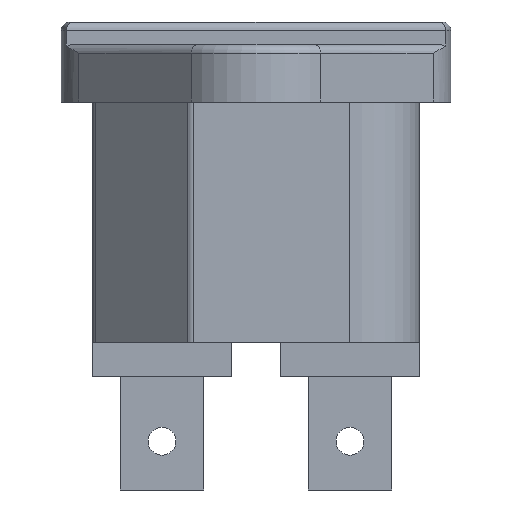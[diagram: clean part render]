
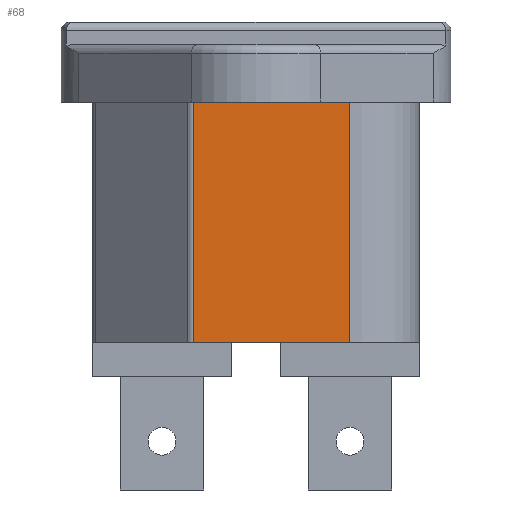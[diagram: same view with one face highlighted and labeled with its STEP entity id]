
A CAD part, left-side view. The second image highlights one B-rep face of the part: STEP entity #68.
In plain terms, the highlighted planar face has unit normal (-1, 0, 0).
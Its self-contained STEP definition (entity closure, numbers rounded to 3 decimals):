
#68 = ADVANCED_FACE ( 'NONE', ( #2925 ), #3310, .F. ) ;
#391 = EDGE_CURVE ( 'NONE', #3098, #443, #2780, .T. ) ;
#417 = LINE ( 'NONE', #550, #3513 ) ;
#443 = VERTEX_POINT ( 'NONE', #2058 ) ;
#514 = CARTESIAN_POINT ( 'NONE',  ( -13.5, 3.8, -17.1 ) ) ;
#550 = CARTESIAN_POINT ( 'NONE',  ( -13.5, -5.4, -17.1 ) ) ;
#827 = DIRECTION ( 'NONE',  ( 0., 1., 0. ) ) ;
#855 = ORIENTED_EDGE ( 'NONE', *, *, #3404, .T. ) ;
#862 = DIRECTION ( 'NONE',  ( 0., 0., 1. ) ) ;
#1155 = VECTOR ( 'NONE', #3656, 1000. ) ;
#1501 = CARTESIAN_POINT ( 'NONE',  ( -13.5, 3.593, -17.1 ) ) ;
#1648 = CARTESIAN_POINT ( 'NONE',  ( -13.5, 3.8, -3.3 ) ) ;
#1758 = VECTOR ( 'NONE', #827, 1000. ) ;
#1841 = AXIS2_PLACEMENT_3D ( 'NONE', #2085, #2065, #2720 ) ;
#1999 = DIRECTION ( 'NONE',  ( 0., 1., 0. ) ) ;
#2036 = EDGE_CURVE ( 'NONE', #2797, #2652, #3263, .T. ) ;
#2058 = CARTESIAN_POINT ( 'NONE',  ( -13.5, 3.593, -17.1 ) ) ;
#2065 = DIRECTION ( 'NONE',  ( 1., 0., 0. ) ) ;
#2068 = LINE ( 'NONE', #1501, #1155 ) ;
#2085 = CARTESIAN_POINT ( 'NONE',  ( -13.5, 3.8, -17.1 ) ) ;
#2198 = CARTESIAN_POINT ( 'NONE',  ( -13.5, 3.593, -3.3 ) ) ;
#2536 = EDGE_CURVE ( 'NONE', #2652, #443, #2068, .T. ) ;
#2546 = CARTESIAN_POINT ( 'NONE',  ( -13.5, -5.4, -3.3 ) ) ;
#2623 = CARTESIAN_POINT ( 'NONE',  ( -13.5, -5.4, -17.1 ) ) ;
#2652 = VERTEX_POINT ( 'NONE', #2198 ) ;
#2709 = ORIENTED_EDGE ( 'NONE', *, *, #2036, .T. ) ;
#2720 = DIRECTION ( 'NONE',  ( 0., 0., -1. ) ) ;
#2780 = LINE ( 'NONE', #514, #1758 ) ;
#2797 = VERTEX_POINT ( 'NONE', #2546 ) ;
#2850 = VECTOR ( 'NONE', #1999, 1000. ) ;
#2925 = FACE_OUTER_BOUND ( 'NONE', #3534, .T. ) ;
#3098 = VERTEX_POINT ( 'NONE', #2623 ) ;
#3190 = ORIENTED_EDGE ( 'NONE', *, *, #2536, .T. ) ;
#3263 = LINE ( 'NONE', #1648, #2850 ) ;
#3310 = PLANE ( 'NONE',  #1841 ) ;
#3380 = ORIENTED_EDGE ( 'NONE', *, *, #391, .F. ) ;
#3404 = EDGE_CURVE ( 'NONE', #3098, #2797, #417, .T. ) ;
#3513 = VECTOR ( 'NONE', #862, 1000. ) ;
#3534 = EDGE_LOOP ( 'NONE', ( #2709, #3190, #3380, #855 ) ) ;
#3656 = DIRECTION ( 'NONE',  ( 0., 0., -1. ) ) ;
